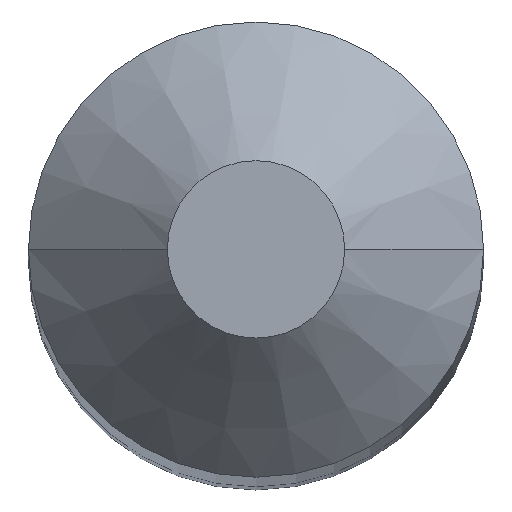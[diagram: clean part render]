
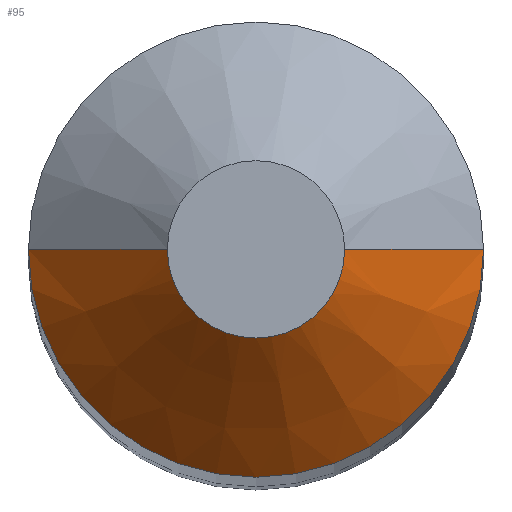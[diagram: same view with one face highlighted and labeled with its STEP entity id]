
A CAD part, top view. The second image highlights one B-rep face of the part: STEP entity #95.
In plain terms, the highlighted conical face has half-angle 45 degrees and reference radius 1.3 mm.
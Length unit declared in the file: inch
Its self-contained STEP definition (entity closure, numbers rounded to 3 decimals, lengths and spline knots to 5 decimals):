
#9 = DIRECTION ( 'NONE',  ( 0., 0., 1. ) ) ;
#17 = EDGE_CURVE ( 'NONE', #317, #161, #136, .T. ) ;
#28 = AXIS2_PLACEMENT_3D ( 'NONE', #48, #9, #98 ) ;
#32 = VERTEX_POINT ( 'NONE', #275 ) ;
#34 = EDGE_CURVE ( 'NONE', #317, #201, #37, .T. ) ;
#37 = CIRCLE ( 'NONE', #28, 0.01995 ) ;
#44 = DIRECTION ( 'NONE',  ( -0.707, 0., -0.707 ) ) ;
#48 = CARTESIAN_POINT ( 'NONE',  ( 0., 0., 0. ) ) ;
#51 = ORIENTED_EDGE ( 'NONE', *, *, #34, .F. ) ;
#60 = CONICAL_SURFACE ( 'NONE', #148, 0.0512, 0.785 ) ;
#87 = DIRECTION ( 'NONE',  ( 0., 0., -1. ) ) ;
#95 = ADVANCED_FACE ( 'NONE', ( #234 ), #60, .T. ) ;
#98 = DIRECTION ( 'NONE',  ( 1., 0., 0. ) ) ;
#119 = DIRECTION ( 'NONE',  ( 0., 0., 1. ) ) ;
#136 = LINE ( 'NONE', #251, #205 ) ;
#148 = AXIS2_PLACEMENT_3D ( 'NONE', #357, #87, #354 ) ;
#157 = ORIENTED_EDGE ( 'NONE', *, *, #270, .T. ) ;
#161 = VERTEX_POINT ( 'NONE', #335 ) ;
#167 = EDGE_CURVE ( 'NONE', #201, #32, #343, .T. ) ;
#168 = ORIENTED_EDGE ( 'NONE', *, *, #167, .F. ) ;
#175 = CIRCLE ( 'NONE', #377, 0.0512 ) ;
#191 = DIRECTION ( 'NONE',  ( 0.707, 0., -0.707 ) ) ;
#194 = CARTESIAN_POINT ( 'NONE',  ( -0.01995, 0., 0. ) ) ;
#201 = VERTEX_POINT ( 'NONE', #211 ) ;
#205 = VECTOR ( 'NONE', #44, 39.37008 ) ;
#206 = CARTESIAN_POINT ( 'NONE',  ( 0., 0., -0.03125 ) ) ;
#211 = CARTESIAN_POINT ( 'NONE',  ( 0.01995, 0., 0. ) ) ;
#234 = FACE_OUTER_BOUND ( 'NONE', #371, .T. ) ;
#238 = VECTOR ( 'NONE', #191, 39.37008 ) ;
#240 = DIRECTION ( 'NONE',  ( 1., 0., 0. ) ) ;
#251 = CARTESIAN_POINT ( 'NONE',  ( -0.0512, 0., -0.03125 ) ) ;
#270 = EDGE_CURVE ( 'NONE', #161, #32, #175, .T. ) ;
#275 = CARTESIAN_POINT ( 'NONE',  ( 0.0512, 0., -0.03125 ) ) ;
#295 = ORIENTED_EDGE ( 'NONE', *, *, #17, .T. ) ;
#317 = VERTEX_POINT ( 'NONE', #194 ) ;
#335 = CARTESIAN_POINT ( 'NONE',  ( -0.0512, 0., -0.03125 ) ) ;
#343 = LINE ( 'NONE', #374, #238 ) ;
#354 = DIRECTION ( 'NONE',  ( -1., 0., 0. ) ) ;
#357 = CARTESIAN_POINT ( 'NONE',  ( 0., 0., -0.03125 ) ) ;
#371 = EDGE_LOOP ( 'NONE', ( #168, #51, #295, #157 ) ) ;
#374 = CARTESIAN_POINT ( 'NONE',  ( 0.0512, 0., -0.03125 ) ) ;
#377 = AXIS2_PLACEMENT_3D ( 'NONE', #206, #119, #240 ) ;
